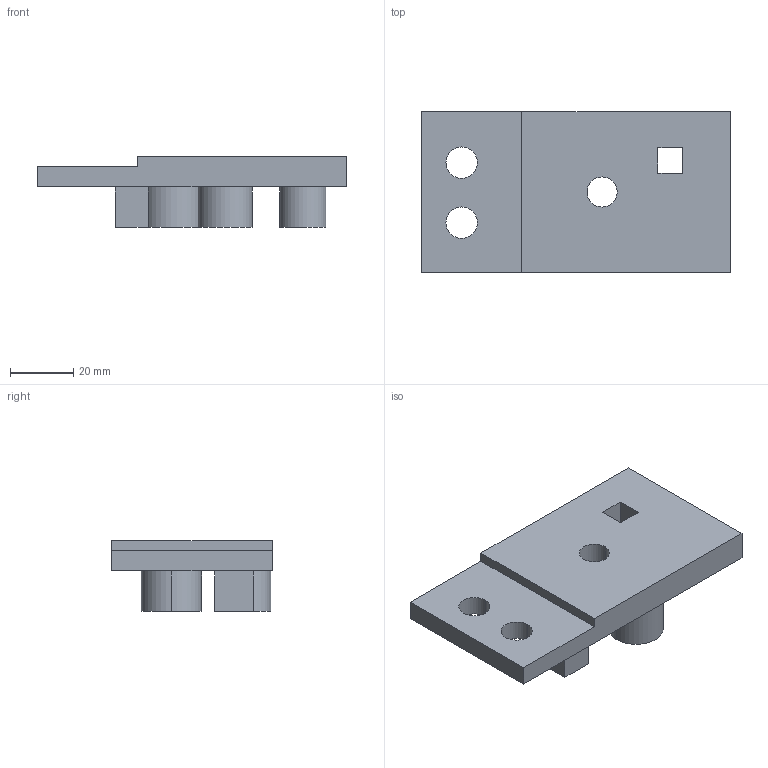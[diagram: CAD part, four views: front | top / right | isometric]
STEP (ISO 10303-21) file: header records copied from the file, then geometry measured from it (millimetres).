
FILE_DESCRIPTION (( 'STEP AP214' ), '1' );
FILE_NAME ('Test.STEP', '2009-05-02T03:03:37', ( 'a' ), ( 'a' ), 'SwSTEP 2.0', 'SolidWorks 2002296', '' );
FILE_SCHEMA (( 'AUTOMOTIVE_DESIGN' ));
Length unit declared in the file: inch
Products named in the file (1): Test
Bounding box: 97.79 x 50.8 x 22.23 mm (x, y, z)
Volume: 49886.1 mm3; surface area: 15611.4 mm2
Topology: 1 solids, 1 shells, 33 faces, 84 edges, 56 vertices
Faces by surface type: plane 20, cylinder 13
Entity records: 1047 total; most frequent: DIRECTION 178, CARTESIAN_POINT 174, ORIENTED_EDGE 168, EDGE_CURVE 84, AXIS2_PLACEMENT_3D 60, LINE 58, VECTOR 58, VERTEX_POINT 56
